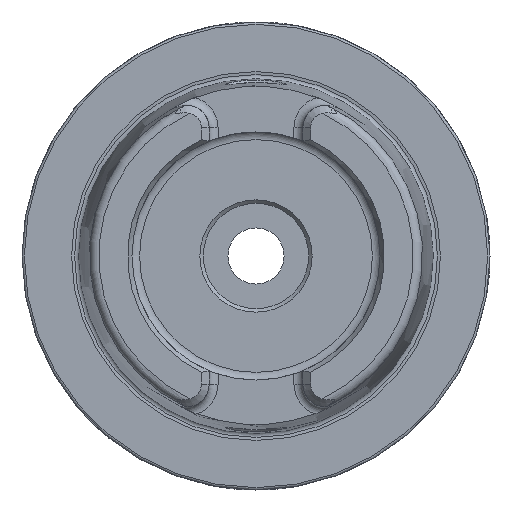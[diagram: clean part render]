
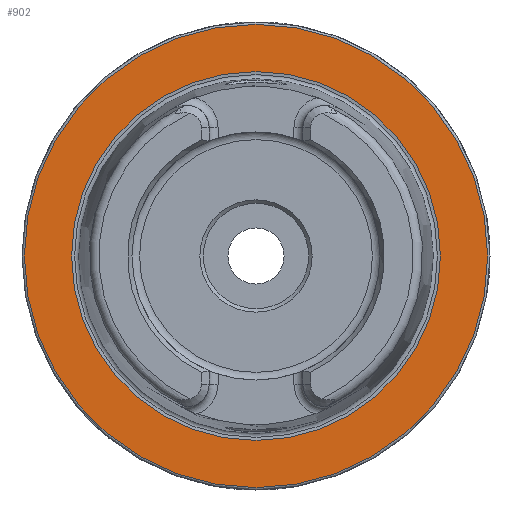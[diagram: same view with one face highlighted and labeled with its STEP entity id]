
A CAD part, left-side view. The second image highlights one B-rep face of the part: STEP entity #902.
In plain terms, the highlighted planar face has unit normal (-1, 0, 0).
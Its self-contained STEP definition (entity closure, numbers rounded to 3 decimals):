
#106 = CARTESIAN_POINT ( 'NONE',  ( 0., 0., 0. ) ) ;
#502 = ORIENTED_EDGE ( 'NONE', *, *, #3956, .F. ) ;
#845 = DIRECTION ( 'NONE',  ( 0., 0., 1. ) ) ;
#902 = ADVANCED_FACE ( 'NONE', ( #7197, #5204 ), #1575, .F. ) ;
#972 = DIRECTION ( 'NONE',  ( -1., 0., 0. ) ) ;
#998 = DIRECTION ( 'NONE',  ( 0., 0., 1. ) ) ;
#1575 = PLANE ( 'NONE',  #6031 ) ;
#1967 = VERTEX_POINT ( 'NONE', #6274 ) ;
#2274 = CIRCLE ( 'NONE', #5633, 49.5 ) ;
#2369 = VERTEX_POINT ( 'NONE', #6844 ) ;
#2581 = CIRCLE ( 'NONE', #3632, 39.405 ) ;
#3632 = AXIS2_PLACEMENT_3D ( 'NONE', #106, #6882, #845 ) ;
#3956 = EDGE_CURVE ( 'NONE', #2369, #2369, #2581, .T. ) ;
#4678 = CARTESIAN_POINT ( 'NONE',  ( 0., 0., 0. ) ) ;
#4716 = EDGE_CURVE ( 'NONE', #1967, #1967, #2274, .T. ) ;
#5204 = FACE_OUTER_BOUND ( 'NONE', #7677, .T. ) ;
#5633 = AXIS2_PLACEMENT_3D ( 'NONE', #4678, #972, #998 ) ;
#5913 = CARTESIAN_POINT ( 'NONE',  ( 0., 49.5, 0. ) ) ;
#6031 = AXIS2_PLACEMENT_3D ( 'NONE', #5913, #6545, #7748 ) ;
#6158 = EDGE_LOOP ( 'NONE', ( #502 ) ) ;
#6274 = CARTESIAN_POINT ( 'NONE',  ( 0., 0., 49.5 ) ) ;
#6545 = DIRECTION ( 'NONE',  ( 1., 0., 0. ) ) ;
#6844 = CARTESIAN_POINT ( 'NONE',  ( 0., 0., 39.405 ) ) ;
#6882 = DIRECTION ( 'NONE',  ( -1., 0., 0. ) ) ;
#7197 = FACE_BOUND ( 'NONE', #6158, .T. ) ;
#7486 = ORIENTED_EDGE ( 'NONE', *, *, #4716, .T. ) ;
#7677 = EDGE_LOOP ( 'NONE', ( #7486 ) ) ;
#7748 = DIRECTION ( 'NONE',  ( 0., 0., -1. ) ) ;
